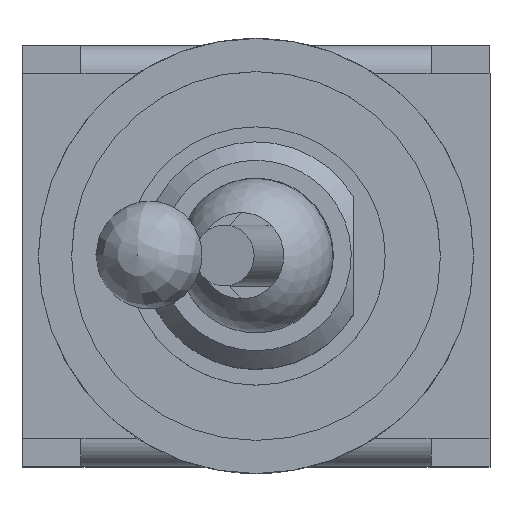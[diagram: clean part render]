
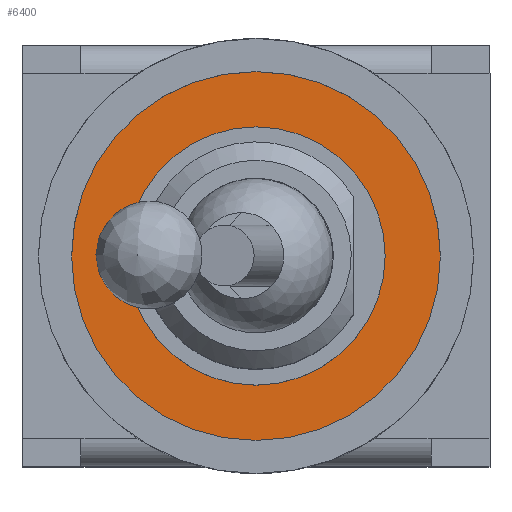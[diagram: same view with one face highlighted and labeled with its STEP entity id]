
A CAD part, top view. The second image highlights one B-rep face of the part: STEP entity #6400.
In plain terms, the highlighted planar face has unit normal (0, 0, 1).
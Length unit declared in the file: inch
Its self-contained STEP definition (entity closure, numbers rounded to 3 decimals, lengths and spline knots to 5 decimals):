
#86=CIRCLE('',#6848,0.19705);
#87=CIRCLE('',#6849,0.13799);
#320=FACE_BOUND('',#898,.T.);
#518=FACE_OUTER_BOUND('',#897,.T.);
#897=EDGE_LOOP('',(#5080));
#898=EDGE_LOOP('',(#5081));
#2920=VERTEX_POINT('',#10088);
#2921=VERTEX_POINT('',#10090);
#3681=EDGE_CURVE('',#2920,#2920,#86,.T.);
#3682=EDGE_CURVE('',#2921,#2921,#87,.T.);
#5080=ORIENTED_EDGE('',*,*,#3681,.T.);
#5081=ORIENTED_EDGE('',*,*,#3682,.F.);
#6118=PLANE('',#6847);
#6400=ADVANCED_FACE('',(#518,#320),#6118,.F.);
#6847=AXIS2_PLACEMENT_3D('',#10087,#8125,#8126);
#6848=AXIS2_PLACEMENT_3D('',#10089,#8127,#8128);
#6849=AXIS2_PLACEMENT_3D('',#10091,#8129,#8130);
#8125=DIRECTION('center_axis',(0.,0.,
-1.));
#8126=DIRECTION('ref_axis',(1.,0.,0.));
#8127=DIRECTION('center_axis',(0.,0.,
1.));
#8128=DIRECTION('ref_axis',(1.,0.,0.));
#8129=DIRECTION('center_axis',(0.,0.,
1.));
#8130=DIRECTION('ref_axis',(1.,0.,0.));
#10087=CARTESIAN_POINT('Origin',(0.,0.,
0.37913));
#10088=CARTESIAN_POINT('',(-0.19705,0.,0.37913));
#10089=CARTESIAN_POINT('Origin',(0.,0.,
0.37913));
#10090=CARTESIAN_POINT('',(-0.13799,0.,0.37913));
#10091=CARTESIAN_POINT('Origin',(0.,0.,
0.37913));
